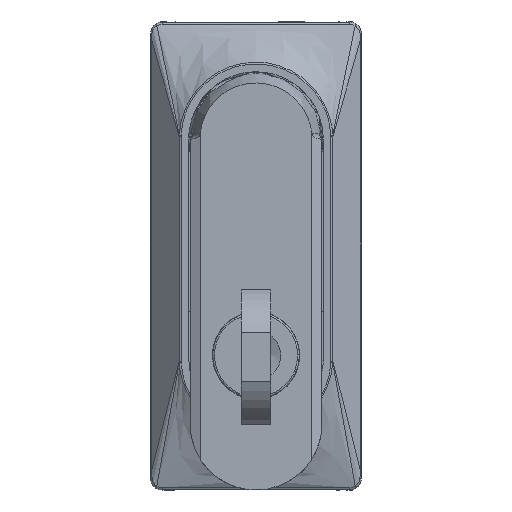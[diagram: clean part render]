
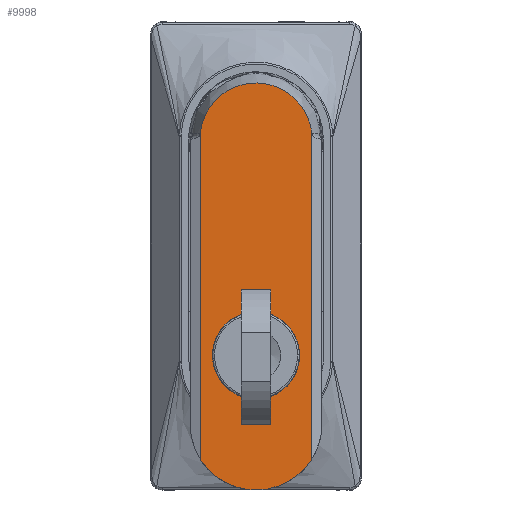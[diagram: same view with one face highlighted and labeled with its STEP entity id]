
A CAD part, front view. The second image highlights one B-rep face of the part: STEP entity #9998.
In plain terms, the highlighted free-form (B-spline) face has degree [1, 1] with [2, 2] control points.
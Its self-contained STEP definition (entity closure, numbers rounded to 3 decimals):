
#3352=CARTESIAN_POINT('',(-7.398,-9.,-36.12));
#3353=VERTEX_POINT('',#3352);
#3359=CARTESIAN_POINT('',(0.0,-9.,-44.45));
#3360=VERTEX_POINT('',#3359);
#3361=CARTESIAN_POINT('',(-7.398,-9.,-36.12));
#3362=CARTESIAN_POINT('',(-7.45,-9.,-36.558));
#3363=CARTESIAN_POINT('',(-7.45,-9.,-37.));
#3364=CARTESIAN_POINT('',(-7.45,-9.,-44.45));
#3365=CARTESIAN_POINT('',(0.0,-9.,-44.45));
#3373=(BOUNDED_CURVE()B_SPLINE_CURVE(2,(#3361,#3362,#3363,#3364,#3365),.UNSPECIFIED.,.F.,.U.)B_SPLINE_CURVE_WITH_KNOTS((3,2,3),(0.23,0.25,0.5),.UNSPECIFIED.)CURVE()GEOMETRIC_REPRESENTATION_ITEM()RATIONAL_B_SPLINE_CURVE((0.956,0.976,1.0,0.707,1.0))REPRESENTATION_ITEM(''));
#3374=EDGE_CURVE('',#3353,#3360,#3373,.T.);
#3376=CARTESIAN_POINT('',(7.436,-9.,-37.454));
#3377=VERTEX_POINT('',#3376);
#3378=CARTESIAN_POINT('',(0.0,-9.,-44.45));
#3379=CARTESIAN_POINT('',(7.008,-9.,-44.45));
#3380=CARTESIAN_POINT('',(7.436,-9.,-37.454));
#3388=(BOUNDED_CURVE()B_SPLINE_CURVE(2,(#3378,#3379,#3380),.UNSPECIFIED.,.F.,.U.)B_SPLINE_CURVE_WITH_KNOTS((3,3),(0.5,0.739),.UNSPECIFIED.)CURVE()GEOMETRIC_REPRESENTATION_ITEM()RATIONAL_B_SPLINE_CURVE((1.0,0.72,0.976))REPRESENTATION_ITEM(''));
#3389=EDGE_CURVE('',#3360,#3377,#3388,.T.);
#3463=CARTESIAN_POINT('',(0.0,-9.,-29.55));
#3464=VERTEX_POINT('',#3463);
#3465=CARTESIAN_POINT('',(7.436,-9.,-37.454));
#3466=CARTESIAN_POINT('',(7.45,-9.,-37.227));
#3467=CARTESIAN_POINT('',(7.45,-9.,-37.));
#3468=CARTESIAN_POINT('',(7.45,-9.,-29.55));
#3469=CARTESIAN_POINT('',(0.0,-9.,-29.55));
#3477=(BOUNDED_CURVE()B_SPLINE_CURVE(2,(#3465,#3466,#3467,#3468,#3469),.UNSPECIFIED.,.F.,.U.)B_SPLINE_CURVE_WITH_KNOTS((3,2,3),(0.739,0.75,1.0),.UNSPECIFIED.)CURVE()GEOMETRIC_REPRESENTATION_ITEM()RATIONAL_B_SPLINE_CURVE((0.976,0.988,1.0,0.707,1.0))REPRESENTATION_ITEM(''));
#3478=EDGE_CURVE('',#3377,#3464,#3477,.T.);
#3480=CARTESIAN_POINT('',(0.0,-9.,-29.55));
#3481=CARTESIAN_POINT('',(-6.617,-9.,-29.55));
#3482=CARTESIAN_POINT('',(-7.398,-9.,-36.12));
#3490=(BOUNDED_CURVE()B_SPLINE_CURVE(2,(#3480,#3481,#3482),.UNSPECIFIED.,.F.,.U.)B_SPLINE_CURVE_WITH_KNOTS((3,3),(0.0,0.23),.UNSPECIFIED.)CURVE()GEOMETRIC_REPRESENTATION_ITEM()RATIONAL_B_SPLINE_CURVE((1.0,0.731,0.956))REPRESENTATION_ITEM(''));
#3491=EDGE_CURVE('',#3464,#3353,#3490,.T.);
#9265=CARTESIAN_POINT('',(9.55,-9.,0.828));
#9266=VERTEX_POINT('',#9265);
#9334=CARTESIAN_POINT('',(9.536,-9.,0.918));
#9335=VERTEX_POINT('',#9334);
#9349=CARTESIAN_POINT('',(9.55,-9.,0.828));
#9350=CARTESIAN_POINT('',(9.544,-9.,0.858));
#9351=CARTESIAN_POINT('',(9.539,-9.,0.888));
#9352=CARTESIAN_POINT('',(9.536,-9.,0.918));
#9353=QUASI_UNIFORM_CURVE('',3,(#9349,#9350,#9351,#9352),.UNSPECIFIED.,.F.,.U.);
#9354=EDGE_CURVE('',#9266,#9335,#9353,.T.);
#9422=CARTESIAN_POINT('',(-9.55,-9.,0.828));
#9423=VERTEX_POINT('',#9422);
#9447=CARTESIAN_POINT('',(-9.536,-9.,0.918));
#9448=VERTEX_POINT('',#9447);
#9449=CARTESIAN_POINT('',(-9.536,-9.,0.918));
#9450=CARTESIAN_POINT('',(-9.539,-9.,0.888));
#9451=CARTESIAN_POINT('',(-9.544,-9.,0.858));
#9452=CARTESIAN_POINT('',(-9.55,-9.,0.828));
#9453=QUASI_UNIFORM_CURVE('',3,(#9449,#9450,#9451,#9452),.UNSPECIFIED.,.F.,.U.);
#9454=EDGE_CURVE('',#9448,#9423,#9453,.T.);
#9492=CARTESIAN_POINT('',(9.55,-9.,-54.696));
#9493=VERTEX_POINT('',#9492);
#9494=CARTESIAN_POINT('',(9.55,-9.,0.828));
#9495=CARTESIAN_POINT('',(9.55,-9.,-54.696));
#9496=QUASI_UNIFORM_CURVE('',1,(#9494,#9495),.UNSPECIFIED.,.F.,.U.);
#9497=EDGE_CURVE('',#9266,#9493,#9496,.T.);
#9520=CARTESIAN_POINT('',(-9.55,-9.,-54.696));
#9521=VERTEX_POINT('',#9520);
#9522=CARTESIAN_POINT('',(-9.55,-9.,0.828));
#9523=CARTESIAN_POINT('',(-9.55,-9.,-54.696));
#9524=QUASI_UNIFORM_CURVE('',1,(#9522,#9523),.UNSPECIFIED.,.F.,.U.);
#9525=EDGE_CURVE('',#9423,#9521,#9524,.T.);
#9936=CARTESIAN_POINT('',(-9.536,-9.,0.918));
#9937=CARTESIAN_POINT('',(-8.702,-9.,9.581));
#9938=CARTESIAN_POINT('',(0.0,-9.,9.581));
#9939=CARTESIAN_POINT('',(8.702,-9.,9.581));
#9940=CARTESIAN_POINT('',(9.536,-9.,0.918));
#9948=(BOUNDED_CURVE()B_SPLINE_CURVE(2,(#9936,#9937,#9938,#9939,#9940),.UNSPECIFIED.,.F.,.U.)B_SPLINE_CURVE_WITH_KNOTS((3,2,3),(0.0,0.5,1.0),.UNSPECIFIED.)CURVE()GEOMETRIC_REPRESENTATION_ITEM()RATIONAL_B_SPLINE_CURVE((1.0,0.74,1.0,0.74,1.0))REPRESENTATION_ITEM(''));
#9949=EDGE_CURVE('',#9448,#9335,#9948,.T.);
#9965=CARTESIAN_POINT('',(-10.504,-9.,13.056));
#9966=CARTESIAN_POINT('',(10.504,-9.,13.056));
#9967=CARTESIAN_POINT('',(-10.504,-9.,-63.475));
#9968=CARTESIAN_POINT('',(10.504,-9.,-63.475));
#9969=B_SPLINE_SURFACE_WITH_KNOTS('',1,1,((#9965,#9967),(#9966,#9968)),.UNSPECIFIED.,.F.,.F.,.U.,(2,2),(2,2),(0.0,21.008),(0.0,76.532),.UNSPECIFIED.);
#9970=CARTESIAN_POINT('',(-9.55,-9.,-54.696));
#9971=CARTESIAN_POINT('',(-6.248,-9.,-60.));
#9972=CARTESIAN_POINT('',(0.0,-9.,-60.));
#9973=CARTESIAN_POINT('',(6.248,-9.,-60.));
#9974=CARTESIAN_POINT('',(9.55,-9.,-54.696));
#9982=(BOUNDED_CURVE()B_SPLINE_CURVE(2,(#9970,#9971,#9972,#9973,#9974),.UNSPECIFIED.,.F.,.U.)B_SPLINE_CURVE_WITH_KNOTS((3,2,3),(0.0,0.5,1.0),.UNSPECIFIED.)CURVE()GEOMETRIC_REPRESENTATION_ITEM()RATIONAL_B_SPLINE_CURVE((1.0,0.874,1.0,0.874,1.0))REPRESENTATION_ITEM(''));
#9983=EDGE_CURVE('',#9521,#9493,#9982,.T.);
#9984=ORIENTED_EDGE('',*,*,#9983,.T.);
#9985=ORIENTED_EDGE('',*,*,#9497,.F.);
#9986=ORIENTED_EDGE('',*,*,#9354,.T.);
#9987=ORIENTED_EDGE('',*,*,#9949,.F.);
#9988=ORIENTED_EDGE('',*,*,#9454,.T.);
#9989=ORIENTED_EDGE('',*,*,#9525,.T.);
#9990=EDGE_LOOP('',(#9984,#9985,#9986,#9987,#9988,#9989));
#9991=FACE_OUTER_BOUND('',#9990,.T.);
#9992=ORIENTED_EDGE('',*,*,#3389,.F.);
#9993=ORIENTED_EDGE('',*,*,#3374,.F.);
#9994=ORIENTED_EDGE('',*,*,#3491,.F.);
#9995=ORIENTED_EDGE('',*,*,#3478,.F.);
#9996=EDGE_LOOP('',(#9992,#9993,#9994,#9995));
#9997=FACE_BOUND('',#9996,.T.);
#9998=ADVANCED_FACE('',(#9991,#9997),#9969,.F.);
